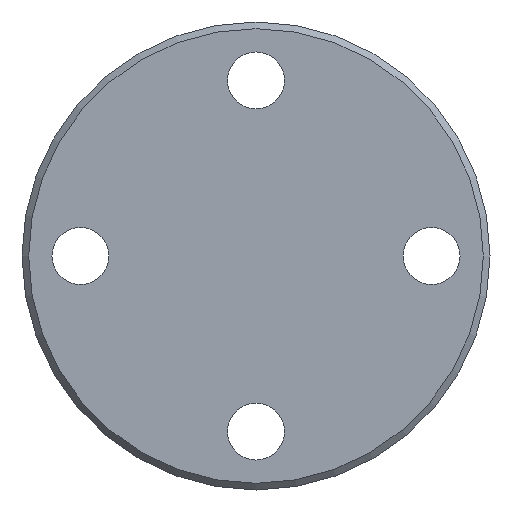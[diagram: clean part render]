
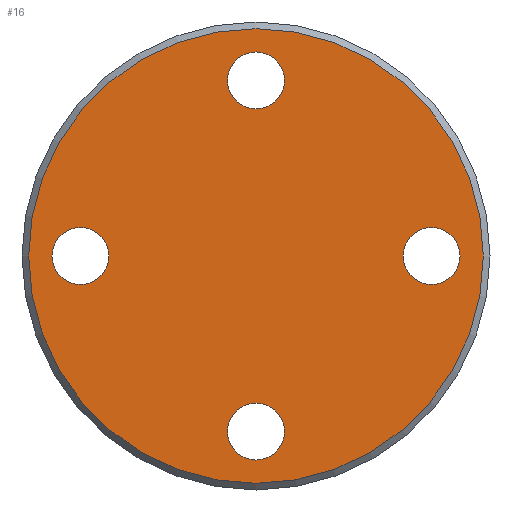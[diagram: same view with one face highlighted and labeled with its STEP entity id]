
A CAD part, front view. The second image highlights one B-rep face of the part: STEP entity #16.
In plain terms, the highlighted planar face has unit normal (0, -1, 0).
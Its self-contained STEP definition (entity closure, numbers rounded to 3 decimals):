
#11 = DIRECTION ( 'NONE',  ( 0., 1., 0. ) ) ;
#13 = ORIENTED_EDGE ( 'NONE', *, *, #368, .T. ) ;
#16 = ADVANCED_FACE ( 'NONE', ( #523, #479, #441, #302, #68 ), #275, .F. ) ;
#49 = EDGE_CURVE ( 'NONE', #111, #111, #192, .T. ) ;
#68 = FACE_OUTER_BOUND ( 'NONE', #303, .T. ) ;
#79 = DIRECTION ( 'NONE',  ( 0., 1., 0. ) ) ;
#84 = AXIS2_PLACEMENT_3D ( 'NONE', #454, #79, #98 ) ;
#91 = DIRECTION ( 'NONE',  ( 0., 0., 1. ) ) ;
#98 = DIRECTION ( 'NONE',  ( 0., 0., 1. ) ) ;
#111 = VERTEX_POINT ( 'NONE', #352 ) ;
#114 = AXIS2_PLACEMENT_3D ( 'NONE', #382, #11, #91 ) ;
#115 = DIRECTION ( 'NONE',  ( 0., 1., 0. ) ) ;
#118 = AXIS2_PLACEMENT_3D ( 'NONE', #278, #406, #202 ) ;
#120 = ORIENTED_EDGE ( 'NONE', *, *, #49, .T. ) ;
#135 = DIRECTION ( 'NONE',  ( 0., 1., 0. ) ) ;
#154 = EDGE_LOOP ( 'NONE', ( #178 ) ) ;
#178 = ORIENTED_EDGE ( 'NONE', *, *, #212, .T. ) ;
#184 = EDGE_LOOP ( 'NONE', ( #532 ) ) ;
#185 = DIRECTION ( 'NONE',  ( 0., 1., 0. ) ) ;
#192 = CIRCLE ( 'NONE', #118, 8.5 ) ;
#198 = CIRCLE ( 'NONE', #238, 8.5 ) ;
#202 = DIRECTION ( 'NONE',  ( 0., 0., 1. ) ) ;
#206 = VERTEX_POINT ( 'NONE', #233 ) ;
#210 = EDGE_LOOP ( 'NONE', ( #120 ) ) ;
#212 = EDGE_CURVE ( 'NONE', #402, #402, #489, .T. ) ;
#217 = CARTESIAN_POINT ( 'NONE',  ( 0., 0., -52.5 ) ) ;
#233 = CARTESIAN_POINT ( 'NONE',  ( 52.5, 0., 8.5 ) ) ;
#236 = DIRECTION ( 'NONE',  ( 0., 0., 1. ) ) ;
#238 = AXIS2_PLACEMENT_3D ( 'NONE', #217, #185, #422 ) ;
#247 = VERTEX_POINT ( 'NONE', #506 ) ;
#268 = CARTESIAN_POINT ( 'NONE',  ( 0., 0., -44. ) ) ;
#275 = PLANE ( 'NONE',  #455 ) ;
#278 = CARTESIAN_POINT ( 'NONE',  ( -52.5, 0., 0. ) ) ;
#302 = FACE_BOUND ( 'NONE', #511, .T. ) ;
#303 = EDGE_LOOP ( 'NONE', ( #353 ) ) ;
#312 = CARTESIAN_POINT ( 'NONE',  ( 0., 0., 61. ) ) ;
#352 = CARTESIAN_POINT ( 'NONE',  ( -52.5, 0., 8.5 ) ) ;
#353 = ORIENTED_EDGE ( 'NONE', *, *, #396, .F. ) ;
#356 = VERTEX_POINT ( 'NONE', #268 ) ;
#362 = CARTESIAN_POINT ( 'NONE',  ( 67.95, 0., 0. ) ) ;
#368 = EDGE_CURVE ( 'NONE', #206, #206, #522, .T. ) ;
#382 = CARTESIAN_POINT ( 'NONE',  ( 0., 0., 0. ) ) ;
#396 = EDGE_CURVE ( 'NONE', #247, #247, #450, .T. ) ;
#402 = VERTEX_POINT ( 'NONE', #312 ) ;
#406 = DIRECTION ( 'NONE',  ( 0., 1., 0. ) ) ;
#422 = DIRECTION ( 'NONE',  ( 0., 0., 1. ) ) ;
#434 = EDGE_CURVE ( 'NONE', #356, #356, #198, .T. ) ;
#441 = FACE_BOUND ( 'NONE', #184, .T. ) ;
#450 = CIRCLE ( 'NONE', #114, 67.95 ) ;
#454 = CARTESIAN_POINT ( 'NONE',  ( 52.5, 0., 0. ) ) ;
#455 = AXIS2_PLACEMENT_3D ( 'NONE', #362, #115, #236 ) ;
#479 = FACE_BOUND ( 'NONE', #210, .T. ) ;
#489 = CIRCLE ( 'NONE', #515, 8.5 ) ;
#492 = CARTESIAN_POINT ( 'NONE',  ( 0., 0., 52.5 ) ) ;
#506 = CARTESIAN_POINT ( 'NONE',  ( 0., 0., 67.95 ) ) ;
#511 = EDGE_LOOP ( 'NONE', ( #13 ) ) ;
#515 = AXIS2_PLACEMENT_3D ( 'NONE', #492, #135, #536 ) ;
#522 = CIRCLE ( 'NONE', #84, 8.5 ) ;
#523 = FACE_BOUND ( 'NONE', #154, .T. ) ;
#532 = ORIENTED_EDGE ( 'NONE', *, *, #434, .T. ) ;
#536 = DIRECTION ( 'NONE',  ( 0., 0., 1. ) ) ;
